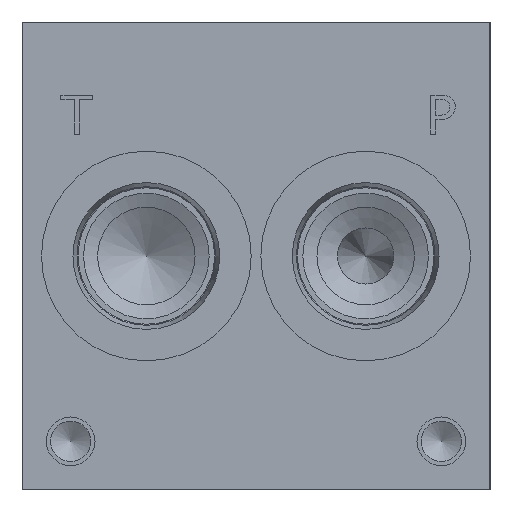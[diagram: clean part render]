
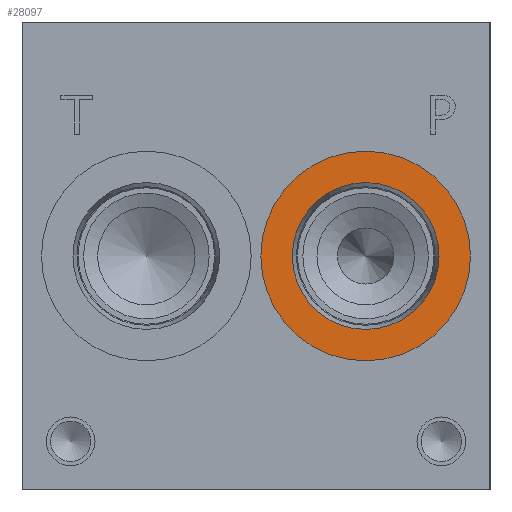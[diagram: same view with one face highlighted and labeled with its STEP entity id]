
A CAD part, left-side view. The second image highlights one B-rep face of the part: STEP entity #28097.
In plain terms, the highlighted planar face has unit normal (-1, 0, 0).
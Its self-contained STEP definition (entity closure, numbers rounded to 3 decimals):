
#1890=CIRCLE('',#30386,17.069);
#1891=CIRCLE('',#30387,17.069);
#1892=CIRCLE('',#30388,11.951);
#2701=FACE_BOUND('',#5967,.T.);
#4264=FACE_OUTER_BOUND('',#5966,.T.);
#5966=EDGE_LOOP('',(#24841,#24842));
#5967=EDGE_LOOP('',(#24843));
#13349=VERTEX_POINT('',#49065);
#13350=VERTEX_POINT('',#49066);
#13351=VERTEX_POINT('',#49069);
#17260=EDGE_CURVE('',#13349,#13350,#1890,.T.);
#17261=EDGE_CURVE('',#13350,#13349,#1891,.T.);
#17262=EDGE_CURVE('',#13351,#13351,#1892,.T.);
#24841=ORIENTED_EDGE('',*,*,#17260,.T.);
#24842=ORIENTED_EDGE('',*,*,#17261,.T.);
#24843=ORIENTED_EDGE('',*,*,#17262,.F.);
#25813=PLANE('',#30385);
#28097=ADVANCED_FACE('',(#4264,#2701),#25813,.T.);
#30385=AXIS2_PLACEMENT_3D('',#49064,#37179,#37180);
#30386=AXIS2_PLACEMENT_3D('',#49067,#37181,#37182);
#30387=AXIS2_PLACEMENT_3D('',#49068,#37183,#37184);
#30388=AXIS2_PLACEMENT_3D('',#49070,#37185,#37186);
#37179=DIRECTION('center_axis',(-1.,0.,0.));
#37180=DIRECTION('ref_axis',(0.,1.,0.));
#37181=DIRECTION('center_axis',(-1.,0.,0.));
#37182=DIRECTION('ref_axis',(0.,1.,0.));
#37183=DIRECTION('center_axis',(-1.,0.,0.));
#37184=DIRECTION('ref_axis',(0.,1.,0.));
#37185=DIRECTION('center_axis',(-1.,0.,0.));
#37186=DIRECTION('ref_axis',(0.,1.,0.));
#49064=CARTESIAN_POINT('Origin',(0.787,20.244,38.1));
#49065=CARTESIAN_POINT('',(0.787,37.313,38.1));
#49066=CARTESIAN_POINT('',(0.787,3.175,38.1));
#49067=CARTESIAN_POINT('Origin',(0.787,20.244,38.1));
#49068=CARTESIAN_POINT('Origin',(0.787,20.244,38.1));
#49069=CARTESIAN_POINT('',(0.787,8.293,38.1));
#49070=CARTESIAN_POINT('Origin',(0.787,20.244,38.1));
